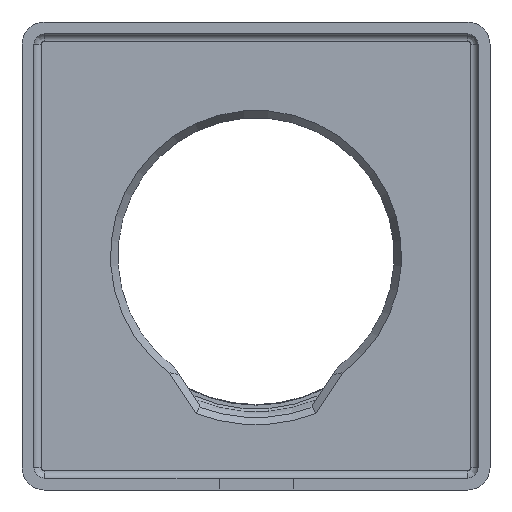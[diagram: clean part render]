
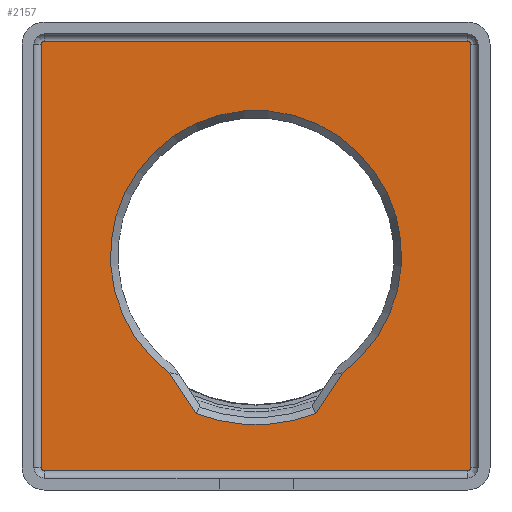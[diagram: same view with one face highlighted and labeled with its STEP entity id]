
A CAD part, front view. The second image highlights one B-rep face of the part: STEP entity #2157.
In plain terms, the highlighted planar face has unit normal (0, -1, 0).
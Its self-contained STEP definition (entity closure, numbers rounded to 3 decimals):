
#41=FACE_BOUND('',#804,.T.);
#96=LINE('',#3104,#352);
#97=LINE('',#3110,#353);
#98=LINE('',#3114,#354);
#99=LINE('',#3118,#355);
#100=LINE('',#3121,#356);
#101=LINE('',#3124,#357);
#352=VECTOR('',#2465,10.);
#353=VECTOR('',#2470,1.);
#354=VECTOR('',#2473,1.);
#355=VECTOR('',#2476,1.);
#356=VECTOR('',#2479,1.);
#357=VECTOR('',#2482,10.);
#602=PLANE('',#2280);
#689=FACE_OUTER_BOUND('',#803,.T.);
#803=EDGE_LOOP('',(#1560,#1561,#1562,#1563,#1564,#1565,#1566,#1567));
#804=EDGE_LOOP('',(#1568,#1569,#1570,#1571));
#947=CIRCLE('',#2275,22.7);
#949=CIRCLE('',#2281,0.4);
#950=CIRCLE('',#2282,0.4);
#951=CIRCLE('',#2283,0.4);
#952=CIRCLE('',#2284,0.4);
#953=CIRCLE('',#2285,19.6);
#1015=VERTEX_POINT('',#3090);
#1016=VERTEX_POINT('',#3094);
#1017=VERTEX_POINT('',#3102);
#1018=VERTEX_POINT('',#3106);
#1019=VERTEX_POINT('',#3107);
#1020=VERTEX_POINT('',#3109);
#1021=VERTEX_POINT('',#3111);
#1022=VERTEX_POINT('',#3113);
#1023=VERTEX_POINT('',#3115);
#1024=VERTEX_POINT('',#3117);
#1025=VERTEX_POINT('',#3119);
#1026=VERTEX_POINT('',#3122);
#1224=EDGE_CURVE('',#1015,#1016,#947,.T.);
#1228=EDGE_CURVE('',#1017,#1015,#96,.T.);
#1229=EDGE_CURVE('',#1018,#1019,#949,.T.);
#1230=EDGE_CURVE('',#1020,#1018,#97,.T.);
#1231=EDGE_CURVE('',#1021,#1020,#950,.T.);
#1232=EDGE_CURVE('',#1022,#1021,#98,.T.);
#1233=EDGE_CURVE('',#1023,#1022,#951,.T.);
#1234=EDGE_CURVE('',#1024,#1023,#99,.T.);
#1235=EDGE_CURVE('',#1025,#1024,#952,.T.);
#1236=EDGE_CURVE('',#1019,#1025,#100,.T.);
#1237=EDGE_CURVE('',#1026,#1017,#953,.T.);
#1238=EDGE_CURVE('',#1016,#1026,#101,.T.);
#1560=ORIENTED_EDGE('',*,*,#1229,.F.);
#1561=ORIENTED_EDGE('',*,*,#1230,.F.);
#1562=ORIENTED_EDGE('',*,*,#1231,.F.);
#1563=ORIENTED_EDGE('',*,*,#1232,.F.);
#1564=ORIENTED_EDGE('',*,*,#1233,.F.);
#1565=ORIENTED_EDGE('',*,*,#1234,.F.);
#1566=ORIENTED_EDGE('',*,*,#1235,.F.);
#1567=ORIENTED_EDGE('',*,*,#1236,.F.);
#1568=ORIENTED_EDGE('',*,*,#1224,.F.);
#1569=ORIENTED_EDGE('',*,*,#1228,.F.);
#1570=ORIENTED_EDGE('',*,*,#1237,.F.);
#1571=ORIENTED_EDGE('',*,*,#1238,.F.);
#2157=ADVANCED_FACE('',(#689,#41),#602,.F.);
#2275=AXIS2_PLACEMENT_3D('',#3095,#2455,#2456);
#2280=AXIS2_PLACEMENT_3D('',#3105,#2466,#2467);
#2281=AXIS2_PLACEMENT_3D('',#3108,#2468,#2469);
#2282=AXIS2_PLACEMENT_3D('',#3112,#2471,#2472);
#2283=AXIS2_PLACEMENT_3D('',#3116,#2474,#2475);
#2284=AXIS2_PLACEMENT_3D('',#3120,#2477,#2478);
#2285=AXIS2_PLACEMENT_3D('',#3123,#2480,#2481);
#2455=DIRECTION('center_axis',(0.,-1.,0.));
#2456=DIRECTION('ref_axis',(1.,0.,0.));
#2465=DIRECTION('',(0.555,0.,-0.832));
#2466=DIRECTION('center_axis',(0.,1.,0.));
#2467=DIRECTION('ref_axis',(0.,0.,1.));
#2468=DIRECTION('center_axis',(0.,1.,0.));
#2469=DIRECTION('ref_axis',(0.707,0.,0.707));
#2470=DIRECTION('',(-1.,0.,0.));
#2471=DIRECTION('center_axis',(0.,1.,0.));
#2472=DIRECTION('ref_axis',(0.,0.,
1.));
#2473=DIRECTION('',(0.,0.,-1.));
#2474=DIRECTION('center_axis',(0.,1.,0.));
#2475=DIRECTION('ref_axis',(-1.,0.,0.));
#2476=DIRECTION('',(1.,0.,0.));
#2477=DIRECTION('center_axis',(0.,1.,0.));
#2478=DIRECTION('ref_axis',(1.,0.,0.));
#2479=DIRECTION('',(0.,0.,1.));
#2480=DIRECTION('center_axis',(0.,-1.,0.));
#2481=DIRECTION('ref_axis',(1.,0.,0.));
#2482=DIRECTION('',(0.555,0.,0.832));
#3090=CARTESIAN_POINT('',(-8.053,27.496,-21.224));
#3094=CARTESIAN_POINT('',(8.053,27.496,-21.224));
#3095=CARTESIAN_POINT('Origin',(0.,27.496,0.));
#3102=CARTESIAN_POINT('',(-11.735,27.496,-15.698));
#3104=CARTESIAN_POINT('',(-12.672,27.496,-14.294));
#3105=CARTESIAN_POINT('Origin',(0.,27.496,
0.));
#3106=CARTESIAN_POINT('',(-28.5,27.496,-28.9));
#3107=CARTESIAN_POINT('',(-28.9,27.496,-28.5));
#3108=CARTESIAN_POINT('Origin',(-28.5,27.496,-28.5));
#3109=CARTESIAN_POINT('',(28.5,27.496,-28.9));
#3110=CARTESIAN_POINT('',(31.5,27.496,-28.9));
#3111=CARTESIAN_POINT('',(28.9,27.496,-28.5));
#3112=CARTESIAN_POINT('Origin',(28.5,27.496,-28.5));
#3113=CARTESIAN_POINT('',(28.9,27.496,28.5));
#3114=CARTESIAN_POINT('',(28.9,27.496,31.5));
#3115=CARTESIAN_POINT('',(28.5,27.496,28.9));
#3116=CARTESIAN_POINT('Origin',(28.5,27.496,28.5));
#3117=CARTESIAN_POINT('',(-28.5,27.496,28.9));
#3118=CARTESIAN_POINT('',(0.,27.496,28.9));
#3119=CARTESIAN_POINT('',(-28.9,27.496,28.5));
#3120=CARTESIAN_POINT('Origin',(-28.5,27.496,28.5));
#3121=CARTESIAN_POINT('',(-28.9,27.496,0.));
#3122=CARTESIAN_POINT('',(11.735,27.496,-15.698));
#3123=CARTESIAN_POINT('Origin',(0.,27.496,0.));
#3124=CARTESIAN_POINT('',(13.601,27.496,-12.899));
